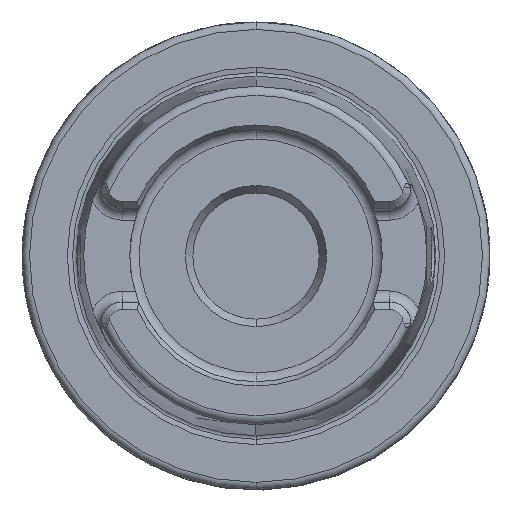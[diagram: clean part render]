
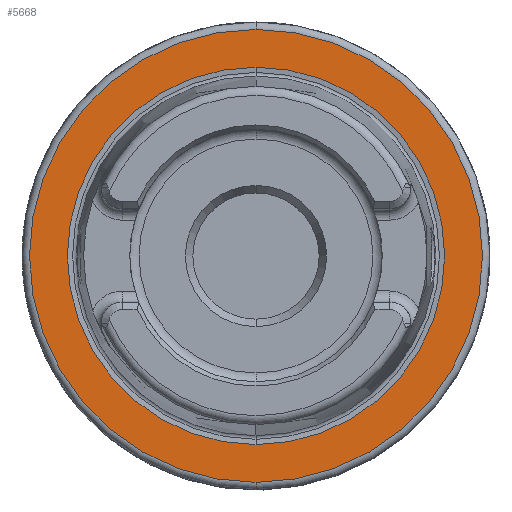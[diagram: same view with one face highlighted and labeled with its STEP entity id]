
A CAD part, top view. The second image highlights one B-rep face of the part: STEP entity #5668.
In plain terms, the highlighted planar face has unit normal (0, 0, 1).
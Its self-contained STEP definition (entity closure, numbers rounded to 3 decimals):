
#1264=CARTESIAN_POINT('',(0,0,26));
#1265=DIRECTION('',(0,0,-1));
#1266=DIRECTION('',(0,1,0));
#1267=AXIS2_PLACEMENT_3D('',#1264,#1265,#1266);
#1277=CARTESIAN_POINT('',(0,0,26));
#1278=DIRECTION('',(0,0,1));
#1279=DIRECTION('',(0,1,0));
#1280=AXIS2_PLACEMENT_3D('',#1277,#1278,#1279);
#1282=CARTESIAN_POINT('',(0,0,26));
#1283=DIRECTION('',(0,0,1));
#1284=DIRECTION('',(0,1,0));
#1285=AXIS2_PLACEMENT_3D('',#1282,#1283,#1284);
#1287=CARTESIAN_POINT('',(0,0,26));
#1288=DIRECTION('',(0,0,1));
#1289=DIRECTION('',(0,-1,0));
#1290=AXIS2_PLACEMENT_3D('',#1287,#1288,#1289);
#3689=CARTESIAN_POINT('',(0,25.409,26));
#3691=VERTEX_POINT('',#3689);
#3725=CARTESIAN_POINT('',(0,-25.409,26));
#3727=VERTEX_POINT('',#3725);
#3791=CARTESIAN_POINT('',(0,30.5,26));
#3792=CARTESIAN_POINT('',(0,-30.5,26));
#3793=VERTEX_POINT('',#3791);
#3794=VERTEX_POINT('',#3792);
#5653=CARTESIAN_POINT('',(0,0,26));
#5654=DIRECTION('',(0,0,-1));
#5655=DIRECTION('',(0,-1,0));
#5656=AXIS2_PLACEMENT_3D('',#5653,#5654,#5655);
#5657=PLANE('',#5656);
#5659=ORIENTED_EDGE('',*,*,#5658,.F.);
#5661=ORIENTED_EDGE('',*,*,#5660,.F.);
#5662=EDGE_LOOP('',(#5659,#5661));
#5663=FACE_OUTER_BOUND('',#5662,.F.);
#5664=ORIENTED_EDGE('',*,*,#5648,.T.);
#5665=ORIENTED_EDGE('',*,*,#5632,.F.);
#5666=EDGE_LOOP('',(#5664,#5665));
#5667=FACE_BOUND('',#5666,.F.);
#5668=ADVANCED_FACE('',(#5663,#5667),#5657,.F.);
#1268=CIRCLE('',#1267,25.409);
#1281=CIRCLE('',#1280,25.409);
#1286=CIRCLE('',#1285,30.5);
#1291=CIRCLE('',#1290,30.5);
#5632=EDGE_CURVE('',#3691,#3727,#1268,.T.);
#5648=EDGE_CURVE('',#3691,#3727,#1281,.T.);
#5658=EDGE_CURVE('',#3793,#3794,#1286,.T.);
#5660=EDGE_CURVE('',#3794,#3793,#1291,.T.);
